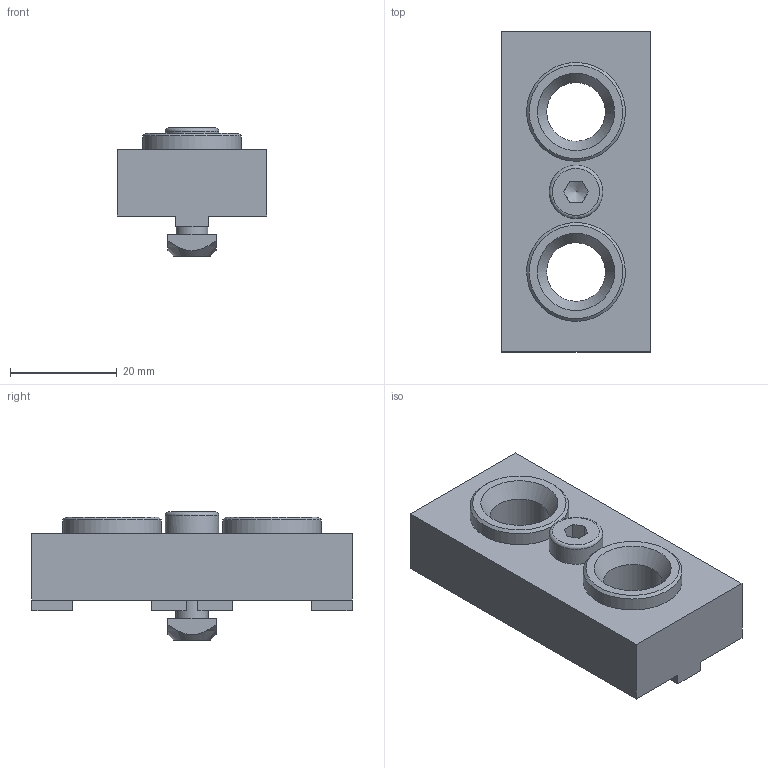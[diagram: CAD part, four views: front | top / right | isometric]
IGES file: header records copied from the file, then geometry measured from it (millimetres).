
Global section: file name: 990014; native system: Autodesk Inventor 2018; preprocessor: unknown; author: Coufal; date: 20190115.124009; units: millimetre
Bounding box: 28 x 60 x 24 mm (x, y, z)
Volume: 20242.5 mm3; surface area: 10550 mm2
Topology: 5 solids, 5 shells, 63 faces, 174 edges, 121 vertices
Faces by surface type: bspline 63
